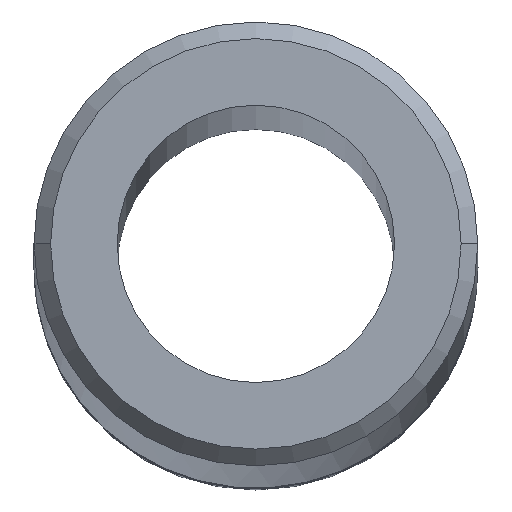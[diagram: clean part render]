
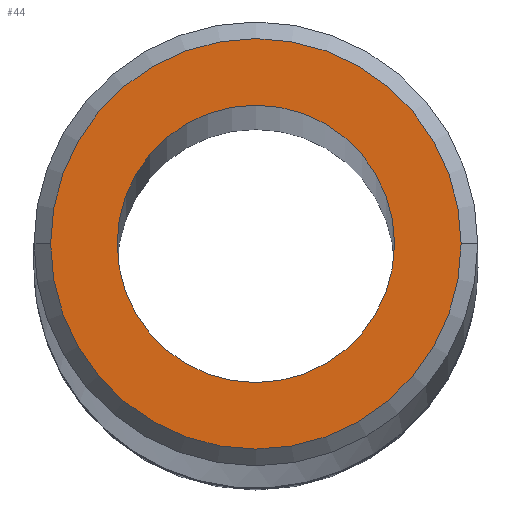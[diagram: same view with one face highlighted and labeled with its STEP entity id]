
A CAD part, top view. The second image highlights one B-rep face of the part: STEP entity #44.
In plain terms, the highlighted planar face has unit normal (0, 0, 1).
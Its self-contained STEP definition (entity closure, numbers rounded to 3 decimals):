
#1 = EDGE_CURVE ( 'NONE', #6, #93, #287, .T. ) ;
#4 = EDGE_CURVE ( 'NONE', #7, #106, #215, .T. ) ;
#6 = VERTEX_POINT ( 'NONE', #289 ) ;
#7 = VERTEX_POINT ( 'NONE', #277 ) ;
#39 = ORIENTED_EDGE ( 'NONE', *, *, #193, .T. ) ;
#40 = EDGE_LOOP ( 'NONE', ( #60, #47 ) ) ;
#43 = EDGE_CURVE ( 'NONE', #93, #6, #468, .T. ) ;
#44 = ADVANCED_FACE ( 'NONE', ( #467, #382 ), #466, .T. ) ;
#45 = ORIENTED_EDGE ( 'NONE', *, *, #4, .T. ) ;
#47 = ORIENTED_EDGE ( 'NONE', *, *, #1, .F. ) ;
#50 = EDGE_LOOP ( 'NONE', ( #39, #45 ) ) ;
#60 = ORIENTED_EDGE ( 'NONE', *, *, #43, .F. ) ;
#93 = VERTEX_POINT ( 'NONE', #702 ) ;
#106 = VERTEX_POINT ( 'NONE', #831 ) ;
#193 = EDGE_CURVE ( 'NONE', #106, #7, #1352, .T. ) ;
#211 = DIRECTION ( 'NONE',  ( 1., 0., 0. ) ) ;
#212 = DIRECTION ( 'NONE',  ( 0., 0., 1. ) ) ;
#213 = CARTESIAN_POINT ( 'NONE',  ( 0., 0., 125. ) ) ;
#214 = AXIS2_PLACEMENT_3D ( 'NONE', #213, #212, #211 ) ;
#215 = CIRCLE ( 'NONE', #214, 3.7 ) ;
#277 = CARTESIAN_POINT ( 'NONE',  ( 3.7, 0., 125. ) ) ;
#283 = DIRECTION ( 'NONE',  ( 1., 0., 0. ) ) ;
#284 = DIRECTION ( 'NONE',  ( 0., 0., 1. ) ) ;
#285 = CARTESIAN_POINT ( 'NONE',  ( 0., 0., 125. ) ) ;
#286 = AXIS2_PLACEMENT_3D ( 'NONE', #285, #284, #283 ) ;
#287 = CIRCLE ( 'NONE', #286, 2.5 ) ;
#289 = CARTESIAN_POINT ( 'NONE',  ( -2.5, 0., 125. ) ) ;
#374 = CARTESIAN_POINT ( 'NONE',  ( 0., 0., 125. ) ) ;
#376 = AXIS2_PLACEMENT_3D ( 'NONE', #374, #462, #460 ) ;
#380 = AXIS2_PLACEMENT_3D ( 'NONE', #465, #464, #463 ) ;
#382 = FACE_BOUND ( 'NONE', #40, .T. ) ;
#460 = DIRECTION ( 'NONE',  ( 1., 0., 0. ) ) ;
#462 = DIRECTION ( 'NONE',  ( 0., 0., 1. ) ) ;
#463 = DIRECTION ( 'NONE',  ( 1., 0., 0. ) ) ;
#464 = DIRECTION ( 'NONE',  ( 0., 0., 1. ) ) ;
#465 = CARTESIAN_POINT ( 'NONE',  ( 0., 0., 125. ) ) ;
#466 = PLANE ( 'NONE',  #376 ) ;
#467 = FACE_OUTER_BOUND ( 'NONE', #50, .T. ) ;
#468 = CIRCLE ( 'NONE', #380, 2.5 ) ;
#702 = CARTESIAN_POINT ( 'NONE',  ( 2.5, 0., 125. ) ) ;
#831 = CARTESIAN_POINT ( 'NONE',  ( -3.7, 0., 125. ) ) ;
#1352 = CIRCLE ( 'NONE', #1397, 3.7 ) ;
#1392 = DIRECTION ( 'NONE',  ( 1., 0., 0. ) ) ;
#1393 = DIRECTION ( 'NONE',  ( 0., 0., 1. ) ) ;
#1394 = CARTESIAN_POINT ( 'NONE',  ( 0., 0., 125. ) ) ;
#1397 = AXIS2_PLACEMENT_3D ( 'NONE', #1394, #1393, #1392 ) ;
